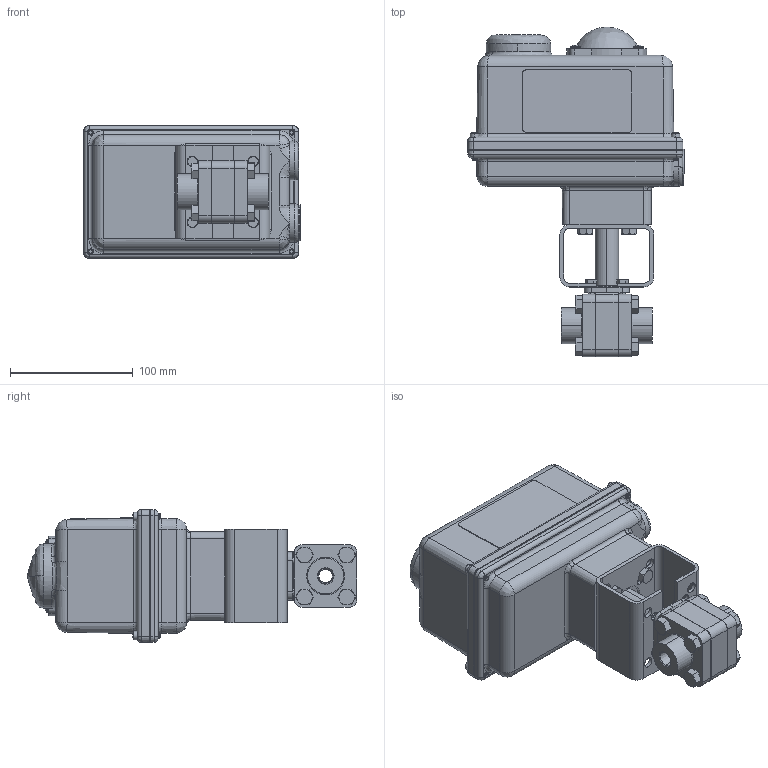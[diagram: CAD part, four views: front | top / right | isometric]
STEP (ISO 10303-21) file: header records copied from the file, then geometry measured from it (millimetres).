
FILE_DESCRIPTION (( 'STEP AP203' ), '1' );
FILE_NAME ('3000F-025-PT_ER-2.STEP', '2017-10-24T16:50:24', ( '' ), ( '' ), 'SwSTEP 2.0', 'SolidWorks 2014', '' );
FILE_SCHEMA (( 'CONFIG_CONTROL_DESIGN' ));
Products named in the file (1): 3000F-025-PT_ER-2
Bounding box: 176.31 x 268.11 x 108.29 mm (x, y, z)
Volume: 1635070 mm3; surface area: 235915.2 mm2
Topology: 22 solids, 22 shells, 1312 faces, 3410 edges, 2215 vertices
Faces by surface type: plane 494, cylinder 434, cone 261, bspline 107, torus 16
Entity records: 62837 total; most frequent: CARTESIAN_POINT 32620, ORIENTED_EDGE 6804, DIRECTION 5491, EDGE_CURVE 3402, VERTEX_POINT 2215, AXIS2_PLACEMENT_3D 2088, EDGE_LOOP 1485, VECTOR 1315
